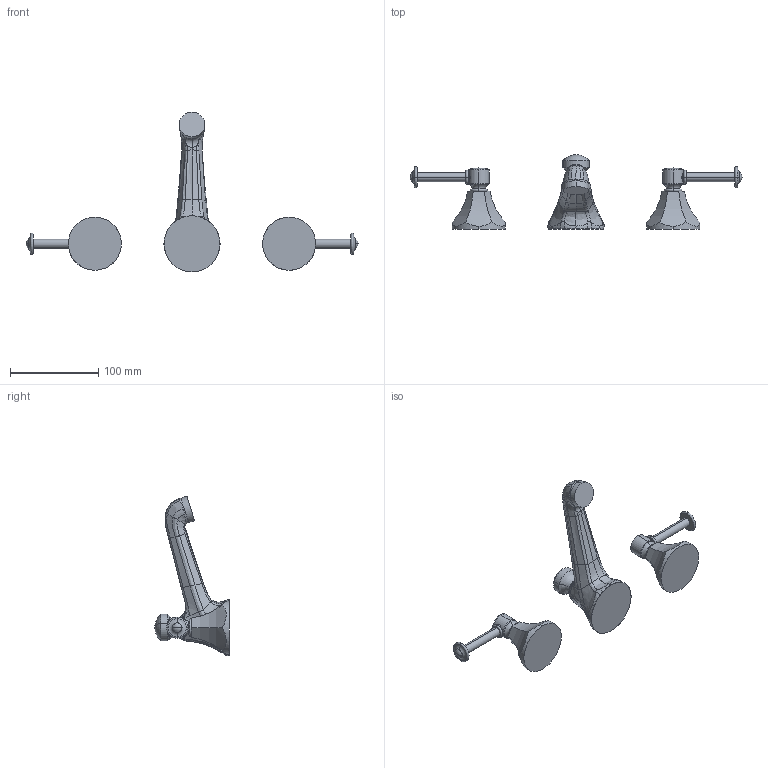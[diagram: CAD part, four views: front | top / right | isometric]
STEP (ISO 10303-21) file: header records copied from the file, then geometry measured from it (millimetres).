
FILE_DESCRIPTION (( 'STEP AP214' ), '1' );
FILE_NAME ('20700370.STEP', '2020-09-28T06:23:04', ( '' ), ( '' ), 'SwSTEP 2.0', 'SolidWorks 2020', '' );
FILE_SCHEMA (( 'AUTOMOTIVE_DESIGN' ));
Length unit declared in the file: millimetre
Products named in the file (9): Planungsmodell_Schraube-+-09.30.30.062-01; 20700370; Planungsmodell_Rohr-+-09.28.22.013-01; Planungsmodell_Rohr_Gerade-+-09.30.01.113-01_-_K12_D8x2; Planungsmodell_Rosette-+-09.27.37.005-01; Knopf-+-09.20.36.030.90-01_-_K1; Planungsmodell_Griff-+-09.20.82.000-01; Planungsmodell_Auslauf-+-09.11.36.001-01; Planungsmodell_Griff-+-09.20.37.001-01
Assembly tree (14 placements, depth 2):
  20700370
    Planungsmodell_Auslauf-+-09.11.36.001-01
    Knopf-+-09.20.36.030.90-01_-_K1
    Planungsmodell_Rohr_Gerade-+-09.30.01.113-01_-_K12_D8x2
    Planungsmodell_Rosette-+-09.27.37.005-01  x2
    Planungsmodell_Griff-+-09.20.82.000-01  x3
    Planungsmodell_Schraube-+-09.30.30.062-01  x2
    Planungsmodell_Rohr-+-09.28.22.013-01  x2
    Planungsmodell_Griff-+-09.20.37.001-01  x2
Bounding box: 376 x 84.45 x 180.65 mm (x, y, z)
Volume: 349722.6 mm3; surface area: 63236.9 mm2
Topology: 14 solids, 14 shells, 281 faces, 607 edges, 359 vertices
Faces by surface type: bspline 124, torus 58, cylinder 50, plane 33, sphere 10, cone 6
Entity records: 11842 total; most frequent: CARTESIAN_POINT 7976, ORIENTED_EDGE 874, DIRECTION 444, EDGE_CURVE 437, B_SPLINE_CURVE_WITH_KNOTS 281, VERTEX_POINT 258, AXIS2_PLACEMENT_3D 208, EDGE_LOOP 203
